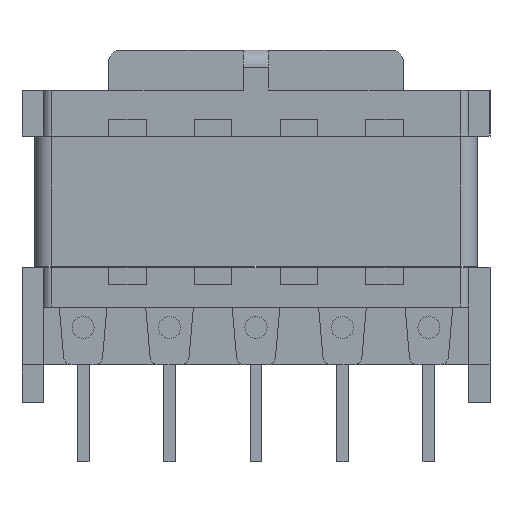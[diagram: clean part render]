
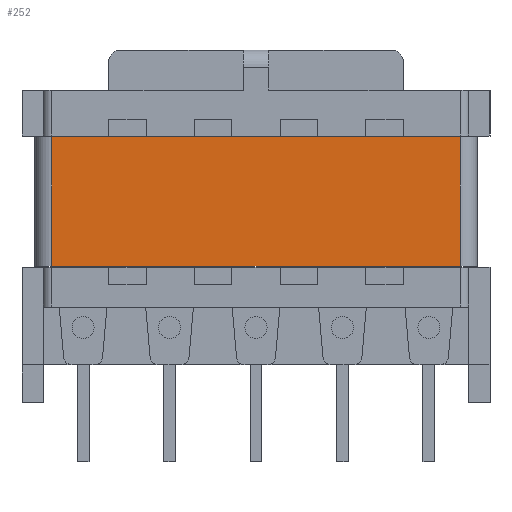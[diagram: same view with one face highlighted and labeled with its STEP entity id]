
A CAD part, front view. The second image highlights one B-rep face of the part: STEP entity #252.
In plain terms, the highlighted planar face has unit normal (0, -1, 0).
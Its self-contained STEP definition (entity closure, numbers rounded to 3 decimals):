
#194=CARTESIAN_POINT('',(-12.,-13.3,8.));
#195=VERTEX_POINT('',#194);
#203=CARTESIAN_POINT('',(-12.,-13.3,15.6));
#204=VERTEX_POINT('',#203);
#205=CARTESIAN_POINT('',(-12.,-13.3,15.6));
#206=DIRECTION('',(0.0,0.0,-1.0));
#207=VECTOR('',#206,7.6);
#208=LINE('',#205,#207);
#209=EDGE_CURVE('',#204,#195,#208,.T.);
#222=CARTESIAN_POINT('',(10.582,-13.3,8.));
#223=DIRECTION('',(0.0,-1.0,0.0));
#224=DIRECTION('',(0.0,0.0,1.0));
#225=AXIS2_PLACEMENT_3D('',#222,#223,#224);
#226=PLANE('',#225);
#227=ORIENTED_EDGE('',*,*,#209,.T.);
#228=CARTESIAN_POINT('',(12.,-13.3,8.));
#229=VERTEX_POINT('',#228);
#230=CARTESIAN_POINT('',(-12.,-13.3,8.));
#231=DIRECTION('',(1.0,0.0,0.0));
#232=VECTOR('',#231,24.0);
#233=LINE('',#230,#232);
#234=EDGE_CURVE('',#195,#229,#233,.T.);
#235=ORIENTED_EDGE('',*,*,#234,.T.);
#236=CARTESIAN_POINT('',(12.,-13.3,15.6));
#237=VERTEX_POINT('',#236);
#238=CARTESIAN_POINT('',(12.,-13.3,8.));
#239=DIRECTION('',(0.0,0.0,1.0));
#240=VECTOR('',#239,7.6);
#241=LINE('',#238,#240);
#242=EDGE_CURVE('',#229,#237,#241,.T.);
#243=ORIENTED_EDGE('',*,*,#242,.T.);
#244=CARTESIAN_POINT('',(12.,-13.3,15.6));
#245=DIRECTION('',(-1.0,0.0,0.0));
#246=VECTOR('',#245,24.0);
#247=LINE('',#244,#246);
#248=EDGE_CURVE('',#237,#204,#247,.T.);
#249=ORIENTED_EDGE('',*,*,#248,.T.);
#250=EDGE_LOOP('',(#227,#235,#243,#249));
#251=FACE_OUTER_BOUND('',#250,.T.);
#252=ADVANCED_FACE('',(#251),#226,.T.);
